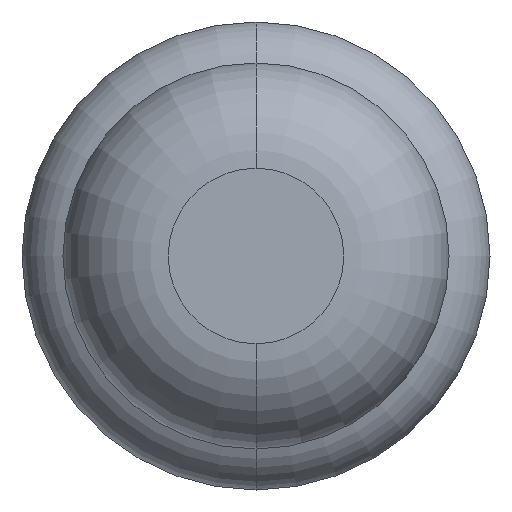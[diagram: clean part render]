
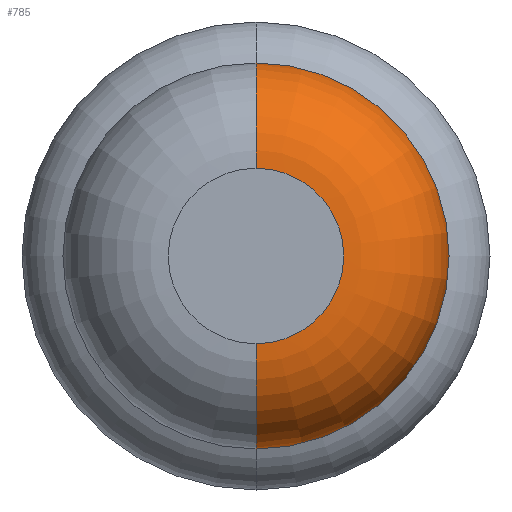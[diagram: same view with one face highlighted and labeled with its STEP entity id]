
A CAD part, front view. The second image highlights one B-rep face of the part: STEP entity #785.
In plain terms, the highlighted toroidal (fillet/blend) face has major radius 0.375 mm and minor radius 0.45 mm.
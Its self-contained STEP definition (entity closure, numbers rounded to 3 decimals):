
#6 = EDGE_CURVE ( 'NONE', #1340, #2090, #696, .T. ) ;
#101 = CARTESIAN_POINT ( 'NONE',  ( 0., -29., 0. ) ) ;
#190 = CARTESIAN_POINT ( 'NONE',  ( 0., -28.55, 0.825 ) ) ;
#307 = ORIENTED_EDGE ( 'NONE', *, *, #3360, .T. ) ;
#331 = EDGE_LOOP ( 'NONE', ( #307, #3442, #4245, #563 ) ) ;
#563 = ORIENTED_EDGE ( 'NONE', *, *, #3153, .F. ) ;
#696 = CIRCLE ( 'NONE', #2059, 0.45 ) ;
#785 = ADVANCED_FACE ( 'Defeature ausgef�hrt1_8', ( #2779 ), #3611, .T. ) ;
#1182 = CIRCLE ( 'NONE', #1426, 0.825 ) ;
#1185 = DIRECTION ( 'NONE',  ( 0., 1., 0. ) ) ;
#1296 = CARTESIAN_POINT ( 'NONE',  ( 0., -28.55, -0.375 ) ) ;
#1340 = VERTEX_POINT ( 'NONE', #2862 ) ;
#1426 = AXIS2_PLACEMENT_3D ( 'NONE', #1899, #2919, #2588 ) ;
#1445 = DIRECTION ( 'NONE',  ( 0., 1., 0. ) ) ;
#1463 = DIRECTION ( 'NONE',  ( 0., 0., 1. ) ) ;
#1545 = AXIS2_PLACEMENT_3D ( 'NONE', #1868, #1185, #2886 ) ;
#1574 = CARTESIAN_POINT ( 'NONE',  ( 0., -29., 0.375 ) ) ;
#1868 = CARTESIAN_POINT ( 'NONE',  ( 0., -28.55, 0. ) ) ;
#1899 = CARTESIAN_POINT ( 'NONE',  ( 0., -28.55, 0. ) ) ;
#1902 = EDGE_CURVE ( 'Defeature ausgef�hrt1_9+Defeature ausgef�hrt1_8+Defeature ausgef�hrt1_8+Defeature ausgef�hrt1_8', #1930, #2090, #1182, .T. ) ;
#1930 = VERTEX_POINT ( 'NONE', #190 ) ;
#2059 = AXIS2_PLACEMENT_3D ( 'NONE', #1296, #2388, #3700 ) ;
#2090 = VERTEX_POINT ( 'NONE', #2288 ) ;
#2288 = CARTESIAN_POINT ( 'NONE',  ( 0., -28.55, -0.825 ) ) ;
#2302 = CIRCLE ( 'NONE', #2928, 0.375 ) ;
#2388 = DIRECTION ( 'NONE',  ( 1., 0., 0. ) ) ;
#2459 = CIRCLE ( 'NONE', #2555, 0.45 ) ;
#2555 = AXIS2_PLACEMENT_3D ( 'NONE', #2711, #3042, #3405 ) ;
#2588 = DIRECTION ( 'NONE',  ( 0., 0., 1. ) ) ;
#2711 = CARTESIAN_POINT ( 'NONE',  ( 0., -28.55, 0.375 ) ) ;
#2779 = FACE_OUTER_BOUND ( 'NONE', #331, .T. ) ;
#2862 = CARTESIAN_POINT ( 'NONE',  ( 0., -29., -0.375 ) ) ;
#2886 = DIRECTION ( 'NONE',  ( 0., 0., 1. ) ) ;
#2919 = DIRECTION ( 'NONE',  ( 0., 1., 0. ) ) ;
#2928 = AXIS2_PLACEMENT_3D ( 'NONE', #101, #1445, #1463 ) ;
#3029 = VERTEX_POINT ( 'NONE', #1574 ) ;
#3042 = DIRECTION ( 'NONE',  ( -1., 0., 0. ) ) ;
#3153 = EDGE_CURVE ( 'NONE', #3029, #1930, #2459, .T. ) ;
#3360 = EDGE_CURVE ( 'Defeature ausgef�hrt1_8+Defeature ausgef�hrt1_7+Defeature ausgef�hrt1_7+Defeature ausgef�hrt1_7', #3029, #1340, #2302, .T. ) ;
#3405 = DIRECTION ( 'NONE',  ( 0., 0., 1. ) ) ;
#3442 = ORIENTED_EDGE ( 'NONE', *, *, #6, .T. ) ;
#3611 = TOROIDAL_SURFACE ( 'NONE', #1545, 0.375, 0.45 ) ;
#3700 = DIRECTION ( 'NONE',  ( 0., 0., -1. ) ) ;
#4245 = ORIENTED_EDGE ( 'NONE', *, *, #1902, .F. ) ;
